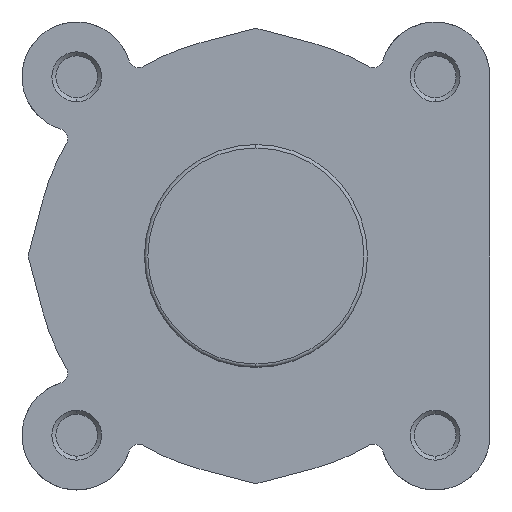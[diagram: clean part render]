
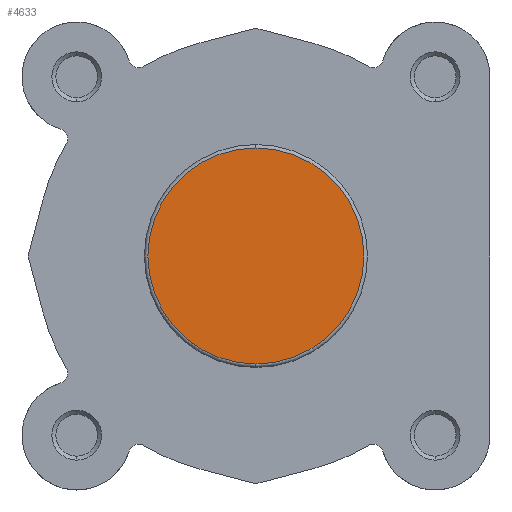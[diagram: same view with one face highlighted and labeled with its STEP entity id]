
A CAD part, left-side view. The second image highlights one B-rep face of the part: STEP entity #4633.
In plain terms, the highlighted planar face has unit normal (-1, 0, 0).
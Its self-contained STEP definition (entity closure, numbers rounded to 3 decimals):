
#428 = PLANE ( 'NONE',  #5150 ) ;
#439 = CARTESIAN_POINT ( 'NONE',  ( 0., 22.4, 0. ) ) ;
#447 = DIRECTION ( 'NONE',  ( 1., 0., 0. ) ) ;
#448 = DIRECTION ( 'NONE',  ( 0., 0., -1. ) ) ;
#2342 = CIRCLE ( 'NONE', #5511, 21.7 ) ;
#2873 = CARTESIAN_POINT ( 'NONE',  ( 0., 0., 0. ) ) ;
#2881 = DIRECTION ( 'NONE',  ( -1., 0., 0. ) ) ;
#2882 = DIRECTION ( 'NONE',  ( 0., 0., -1. ) ) ;
#3399 = VERTEX_POINT ( 'NONE', #3746 ) ;
#3414 = VERTEX_POINT ( 'NONE', #3761 ) ;
#3746 = CARTESIAN_POINT ( 'NONE',  ( 0., 0., -21.7 ) ) ;
#3761 = CARTESIAN_POINT ( 'NONE',  ( 0., 0., 21.7 ) ) ;
#4092 = CARTESIAN_POINT ( 'NONE',  ( 0., 0., 0. ) ) ;
#4093 = DIRECTION ( 'NONE',  ( -1., 0., 0. ) ) ;
#4094 = DIRECTION ( 'NONE',  ( 0., 0., -1. ) ) ;
#4517 = EDGE_CURVE ( 'NONE', #3399, #3414, #6244, .T. ) ;
#4633 = ADVANCED_FACE ( 'NONE', ( #6022 ), #428, .F. ) ;
#5027 = AXIS2_PLACEMENT_3D ( 'NONE', #4092, #4093, #4094 ) ;
#5150 = AXIS2_PLACEMENT_3D ( 'NONE', #439, #447, #448 ) ;
#5511 = AXIS2_PLACEMENT_3D ( 'NONE', #2873, #2881, #2882 ) ;
#5788 = EDGE_CURVE ( 'NONE', #3414, #3399, #2342, .T. ) ;
#6022 = FACE_OUTER_BOUND ( 'NONE', #6675, .T. ) ;
#6244 = CIRCLE ( 'NONE', #5027, 21.7 ) ;
#6675 = EDGE_LOOP ( 'NONE', ( #6940, #6941 ) ) ;
#6940 = ORIENTED_EDGE ( 'NONE', *, *, #4517, .T. ) ;
#6941 = ORIENTED_EDGE ( 'NONE', *, *, #5788, .T. ) ;
